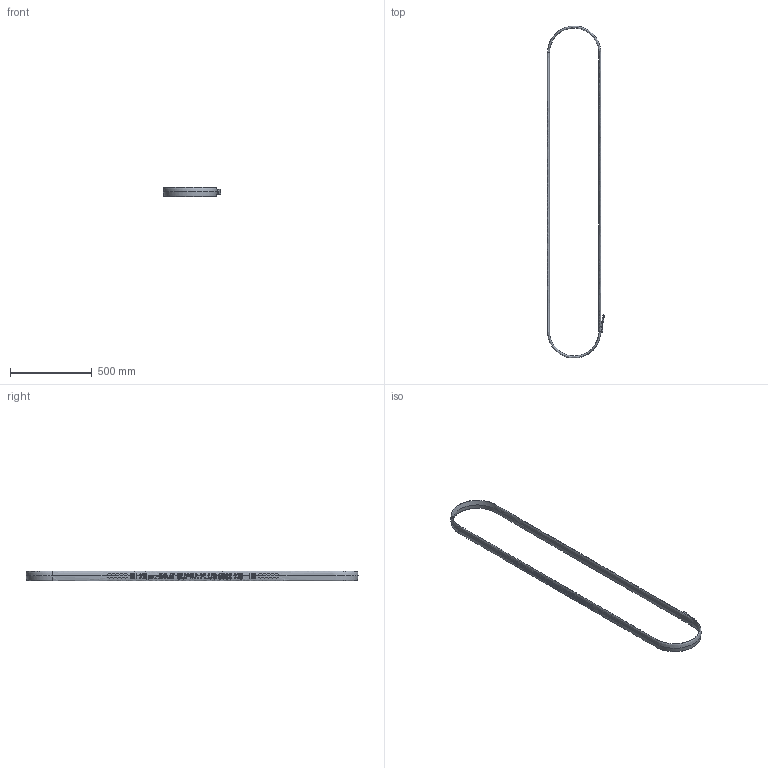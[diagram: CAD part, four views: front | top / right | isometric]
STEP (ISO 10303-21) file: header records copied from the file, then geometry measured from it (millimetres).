
FILE_DESCRIPTION(/* description */ (''),/* implementation_level */ '2;1');
FILE_NAME(/* name */ 'Supra_Plus_5000',/* time_stamp */ '2015-09-11T12:57:11+03:00',/* author */ (''),/* organization */ (''),/* preprocessor_version */ 'ST-DEVELOPER v10',/* originating_system */ '',/* authorisation */ '');
FILE_SCHEMA (('AUTOMOTIVE_DESIGN_CC2'));
Length unit declared in the file: millimetre
Products named in the file (1): 1
Bounding box: 348.81 x 2025.75 x 59 mm (x, y, z)
Volume: 2693972.8 mm3; surface area: 557181.7 mm2
Topology: 2 solids, 2 shells, 322 faces, 1236 edges, 966 vertices
Faces by surface type: bspline 320, plane 2
Entity records: 26881 total; most frequent: CARTESIAN_POINT 20204, ORIENTED_EDGE 2472, EDGE_CURVE 1236, VERTEX_POINT 966, B_SPLINE_CURVE_WITH_KNOTS 886, EDGE_LOOP 372, ADVANCED_FACE 322, FACE_OUTER_BOUND 322
